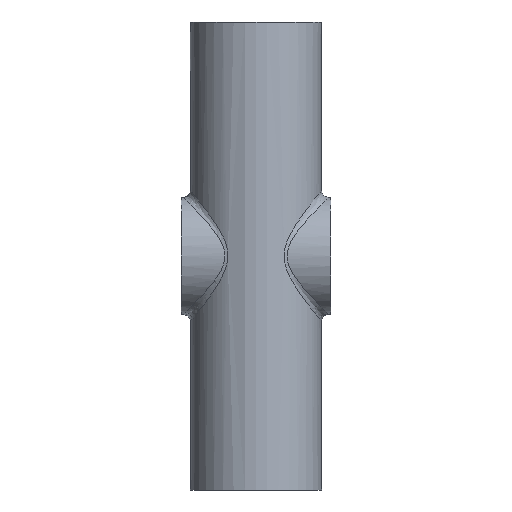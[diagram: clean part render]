
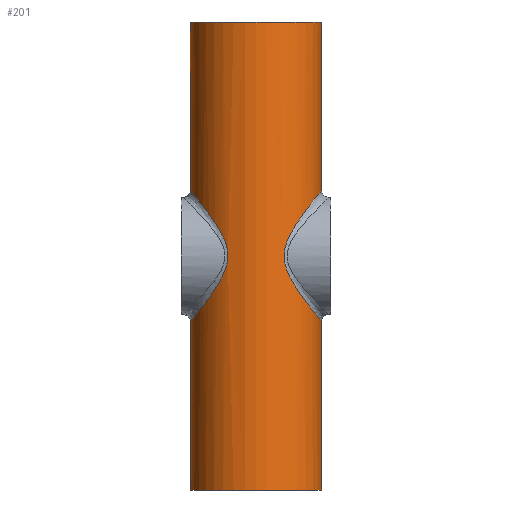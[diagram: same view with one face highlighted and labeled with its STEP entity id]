
A CAD part, front view. The second image highlights one B-rep face of the part: STEP entity #201.
In plain terms, the highlighted cylindrical face has radius 14 mm (diameter 28 mm), a full revolution.
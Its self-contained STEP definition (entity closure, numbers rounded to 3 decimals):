
#23=FACE_BOUND('',#64,.T.);
#24=FACE_BOUND('',#65,.T.);
#25=FACE_BOUND('',#66,.T.);
#35=CYLINDRICAL_SURFACE('',#221,14.);
#44=FACE_OUTER_BOUND('',#63,.T.);
#63=EDGE_LOOP('',(#156));
#64=EDGE_LOOP('',(#157));
#65=EDGE_LOOP('',(#158));
#66=EDGE_LOOP('',(#159));
#85=B_SPLINE_CURVE_WITH_KNOTS('',3,(#1373,#1374,#1375,#1376,#1377,#1378,
#1379,#1380,#1381,#1382,#1383,#1384,#1385,#1386,#1387,#1388,#1389,#1390,
#1391,#1392,#1393,#1394,#1395,#1396,#1397,#1398,#1399,#1400,#1401,#1402,
#1403,#1404,#1405,#1406,#1407,#1408,#1409,#1410,#1411,#1412,#1413,#1414,
#1415,#1416),.UNSPECIFIED.,.T.,.F.,(4,1,1,1,1,1,1,1,1,1,1,1,1,1,1,1,1,1,
1,1,1,1,1,1,1,1,1,1,1,1,1,1,1,1,1,1,1,1,1,1,1,4),(-8.372,-8.222,
-8.073,-7.923,-7.774,-7.475,
-7.176,-6.777,-6.578,-6.379,
-6.179,-5.98,-5.781,-5.581,
-5.183,-4.983,-4.784,-4.585,
-4.385,-4.286,-4.186,-4.086,
-3.987,-3.887,-3.787,-3.588,
-3.189,-2.791,-2.392,-2.355,
-2.317,-2.242,-2.093,-1.794,
-1.495,-1.196,-0.897,-0.598,
-0.448,-0.299,-0.149,0.),
 .UNSPECIFIED.);
#86=B_SPLINE_CURVE_WITH_KNOTS('',3,(#1421,#1422,#1423,#1424,#1425,#1426,
#1427,#1428,#1429,#1430,#1431,#1432,#1433,#1434,#1435,#1436,#1437,#1438,
#1439,#1440,#1441,#1442,#1443,#1444,#1445,#1446,#1447,#1448,#1449,#1450,
#1451,#1452,#1453,#1454,#1455,#1456,#1457,#1458,#1459,#1460,#1461,#1462,
#1463,#1464),.UNSPECIFIED.,.T.,.F.,(4,1,1,1,1,1,1,1,1,1,1,1,1,1,1,1,1,1,
1,1,1,1,1,1,1,1,1,1,1,1,1,1,1,1,1,1,1,1,1,1,1,4),(-8.372,-8.222,
-8.073,-7.923,-7.774,-7.475,
-7.176,-6.777,-6.578,-6.379,
-6.179,-5.98,-5.781,-5.581,
-5.183,-4.983,-4.784,-4.585,
-4.385,-4.286,-4.186,-4.086,
-3.987,-3.887,-3.787,-3.588,
-3.189,-2.791,-2.392,-2.355,
-2.317,-2.242,-2.093,-1.794,
-1.495,-1.196,-0.897,-0.598,
-0.448,-0.299,-0.149,0.),
 .UNSPECIFIED.);
#95=CIRCLE('',#222,14.);
#96=CIRCLE('',#223,14.);
#108=VERTEX_POINT('',#1326);
#110=VERTEX_POINT('',#1418);
#111=VERTEX_POINT('',#1420);
#112=VERTEX_POINT('',#1465);
#128=EDGE_CURVE('',#108,#108,#85,.T.);
#129=EDGE_CURVE('',#110,#110,#95,.T.);
#130=EDGE_CURVE('',#111,#111,#86,.T.);
#131=EDGE_CURVE('',#112,#112,#96,.T.);
#156=ORIENTED_EDGE('',*,*,#129,.F.);
#157=ORIENTED_EDGE('',*,*,#130,.F.);
#158=ORIENTED_EDGE('',*,*,#131,.F.);
#159=ORIENTED_EDGE('',*,*,#128,.F.);
#201=ADVANCED_FACE('',(#44,#23,#24,#25),#35,.T.);
#221=AXIS2_PLACEMENT_3D('',#1417,#255,#256);
#222=AXIS2_PLACEMENT_3D('',#1419,#257,#258);
#223=AXIS2_PLACEMENT_3D('',#1466,#259,#260);
#255=DIRECTION('center_axis',(0.,0.,1.));
#256=DIRECTION('ref_axis',(-1.,0.,0.));
#257=DIRECTION('center_axis',(0.,0.,1.));
#258=DIRECTION('ref_axis',(-1.,0.,0.));
#259=DIRECTION('center_axis',(0.,0.,-1.));
#260=DIRECTION('ref_axis',(-1.,0.,0.));
#1326=CARTESIAN_POINT('',(-6.008,12.645,50.));
#1373=CARTESIAN_POINT('Ctrl Pts',(-6.008,12.645,50.));
#1374=CARTESIAN_POINT('Ctrl Pts',(-6.008,12.645,49.428));
#1375=CARTESIAN_POINT('Ctrl Pts',(-6.147,12.58,48.284));
#1376=CARTESIAN_POINT('Ctrl Pts',(-6.675,12.313,46.687));
#1377=CARTESIAN_POINT('Ctrl Pts',(-7.375,11.91,45.218));
#1378=CARTESIAN_POINT('Ctrl Pts',(-8.428,11.214,43.402));
#1379=CARTESIAN_POINT('Ctrl Pts',(-9.831,10.056,41.349));
#1380=CARTESIAN_POINT('Ctrl Pts',(-11.613,8.008,38.976));
#1381=CARTESIAN_POINT('Ctrl Pts',(-12.946,5.599,37.301));
#1382=CARTESIAN_POINT('Ctrl Pts',(-13.709,3.071,36.357));
#1383=CARTESIAN_POINT('Ctrl Pts',(-14.012,1.042,35.985));
#1384=CARTESIAN_POINT('Ctrl Pts',(-14.013,-1.04,35.984));
#1385=CARTESIAN_POINT('Ctrl Pts',(-13.709,-3.07,36.357));
#1386=CARTESIAN_POINT('Ctrl Pts',(-13.138,-4.964,37.062));
#1387=CARTESIAN_POINT('Ctrl Pts',(-12.093,-7.239,38.374));
#1388=CARTESIAN_POINT('Ctrl Pts',(-10.737,-9.092,40.12));
#1389=CARTESIAN_POINT('Ctrl Pts',(-9.269,-10.527,42.163));
#1390=CARTESIAN_POINT('Ctrl Pts',(-8.161,-11.402,43.843));
#1391=CARTESIAN_POINT('Ctrl Pts',(-7.116,-12.074,45.679));
#1392=CARTESIAN_POINT('Ctrl Pts',(-6.406,-12.452,47.379));
#1393=CARTESIAN_POINT('Ctrl Pts',(-6.069,-12.617,48.855));
#1394=CARTESIAN_POINT('Ctrl Pts',(-5.978,-12.659,49.999));
#1395=CARTESIAN_POINT('Ctrl Pts',(-6.069,-12.617,51.144));
#1396=CARTESIAN_POINT('Ctrl Pts',(-6.32,-12.494,52.251));
#1397=CARTESIAN_POINT('Ctrl Pts',(-6.691,-12.301,53.3));
#1398=CARTESIAN_POINT('Ctrl Pts',(-7.289,-11.963,54.627));
#1399=CARTESIAN_POINT('Ctrl Pts',(-8.511,-11.177,56.767));
#1400=CARTESIAN_POINT('Ctrl Pts',(-10.399,-9.555,59.442));
#1401=CARTESIAN_POINT('Ctrl Pts',(-12.43,-6.779,62.063));
#1402=CARTESIAN_POINT('Ctrl Pts',(-13.417,-4.246,63.282));
#1403=CARTESIAN_POINT('Ctrl Pts',(-13.743,-2.679,63.684));
#1404=CARTESIAN_POINT('Ctrl Pts',(-13.833,-2.18,63.796));
#1405=CARTESIAN_POINT('Ctrl Pts',(-13.956,-1.294,63.946));
#1406=CARTESIAN_POINT('Ctrl Pts',(-14.059,0.517,64.072));
#1407=CARTESIAN_POINT('Ctrl Pts',(-13.766,3.1,63.713));
#1408=CARTESIAN_POINT('Ctrl Pts',(-12.807,5.886,62.527));
#1409=CARTESIAN_POINT('Ctrl Pts',(-11.436,8.211,60.789));
#1410=CARTESIAN_POINT('Ctrl Pts',(-9.831,10.057,58.651));
#1411=CARTESIAN_POINT('Ctrl Pts',(-8.429,11.212,56.6));
#1412=CARTESIAN_POINT('Ctrl Pts',(-7.376,11.91,54.783));
#1413=CARTESIAN_POINT('Ctrl Pts',(-6.675,12.313,53.313));
#1414=CARTESIAN_POINT('Ctrl Pts',(-6.147,12.58,51.716));
#1415=CARTESIAN_POINT('Ctrl Pts',(-6.008,12.645,50.572));
#1416=CARTESIAN_POINT('Ctrl Pts',(-6.008,12.645,50.));
#1417=CARTESIAN_POINT('Origin',(0.,0.,0.));
#1418=CARTESIAN_POINT('',(14.,0.,100.));
#1419=CARTESIAN_POINT('Origin',(0.,0.,100.));
#1420=CARTESIAN_POINT('',(6.008,12.645,50.));
#1421=CARTESIAN_POINT('Ctrl Pts',(6.008,12.645,50.));
#1422=CARTESIAN_POINT('Ctrl Pts',(6.008,12.645,50.572));
#1423=CARTESIAN_POINT('Ctrl Pts',(6.147,12.58,51.716));
#1424=CARTESIAN_POINT('Ctrl Pts',(6.675,12.313,53.313));
#1425=CARTESIAN_POINT('Ctrl Pts',(7.375,11.91,54.782));
#1426=CARTESIAN_POINT('Ctrl Pts',(8.428,11.214,56.598));
#1427=CARTESIAN_POINT('Ctrl Pts',(9.831,10.056,58.651));
#1428=CARTESIAN_POINT('Ctrl Pts',(11.613,8.008,61.024));
#1429=CARTESIAN_POINT('Ctrl Pts',(12.946,5.599,62.699));
#1430=CARTESIAN_POINT('Ctrl Pts',(13.709,3.071,63.643));
#1431=CARTESIAN_POINT('Ctrl Pts',(14.012,1.042,64.015));
#1432=CARTESIAN_POINT('Ctrl Pts',(14.013,-1.04,64.016));
#1433=CARTESIAN_POINT('Ctrl Pts',(13.709,-3.07,63.643));
#1434=CARTESIAN_POINT('Ctrl Pts',(13.138,-4.964,62.938));
#1435=CARTESIAN_POINT('Ctrl Pts',(12.093,-7.239,61.626));
#1436=CARTESIAN_POINT('Ctrl Pts',(10.737,-9.092,59.88));
#1437=CARTESIAN_POINT('Ctrl Pts',(9.269,-10.527,57.837));
#1438=CARTESIAN_POINT('Ctrl Pts',(8.161,-11.402,56.157));
#1439=CARTESIAN_POINT('Ctrl Pts',(7.116,-12.074,54.321));
#1440=CARTESIAN_POINT('Ctrl Pts',(6.406,-12.452,52.621));
#1441=CARTESIAN_POINT('Ctrl Pts',(6.069,-12.617,51.145));
#1442=CARTESIAN_POINT('Ctrl Pts',(5.978,-12.659,50.001));
#1443=CARTESIAN_POINT('Ctrl Pts',(6.069,-12.617,48.856));
#1444=CARTESIAN_POINT('Ctrl Pts',(6.32,-12.494,47.749));
#1445=CARTESIAN_POINT('Ctrl Pts',(6.691,-12.301,46.7));
#1446=CARTESIAN_POINT('Ctrl Pts',(7.289,-11.963,45.373));
#1447=CARTESIAN_POINT('Ctrl Pts',(8.511,-11.177,43.233));
#1448=CARTESIAN_POINT('Ctrl Pts',(10.399,-9.555,40.558));
#1449=CARTESIAN_POINT('Ctrl Pts',(12.43,-6.779,37.937));
#1450=CARTESIAN_POINT('Ctrl Pts',(13.417,-4.246,36.718));
#1451=CARTESIAN_POINT('Ctrl Pts',(13.743,-2.679,36.316));
#1452=CARTESIAN_POINT('Ctrl Pts',(13.833,-2.18,36.204));
#1453=CARTESIAN_POINT('Ctrl Pts',(13.956,-1.294,36.054));
#1454=CARTESIAN_POINT('Ctrl Pts',(14.059,0.517,35.928));
#1455=CARTESIAN_POINT('Ctrl Pts',(13.766,3.1,36.287));
#1456=CARTESIAN_POINT('Ctrl Pts',(12.807,5.886,37.473));
#1457=CARTESIAN_POINT('Ctrl Pts',(11.436,8.211,39.211));
#1458=CARTESIAN_POINT('Ctrl Pts',(9.831,10.057,41.349));
#1459=CARTESIAN_POINT('Ctrl Pts',(8.429,11.212,43.4));
#1460=CARTESIAN_POINT('Ctrl Pts',(7.376,11.91,45.217));
#1461=CARTESIAN_POINT('Ctrl Pts',(6.675,12.313,46.687));
#1462=CARTESIAN_POINT('Ctrl Pts',(6.147,12.58,48.284));
#1463=CARTESIAN_POINT('Ctrl Pts',(6.008,12.645,49.428));
#1464=CARTESIAN_POINT('Ctrl Pts',(6.008,12.645,50.));
#1465=CARTESIAN_POINT('',(14.,0.,0.));
#1466=CARTESIAN_POINT('Origin',(0.,0.,0.));
